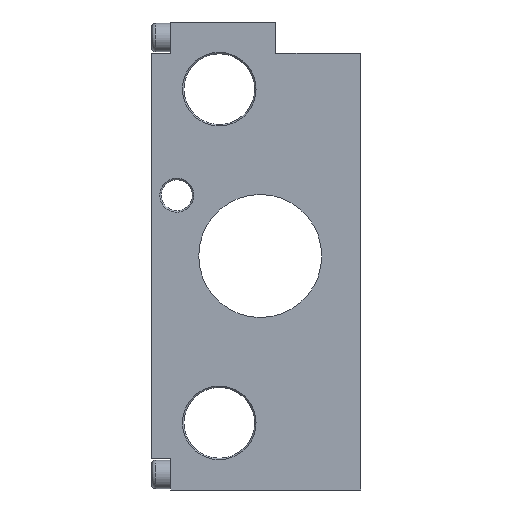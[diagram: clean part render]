
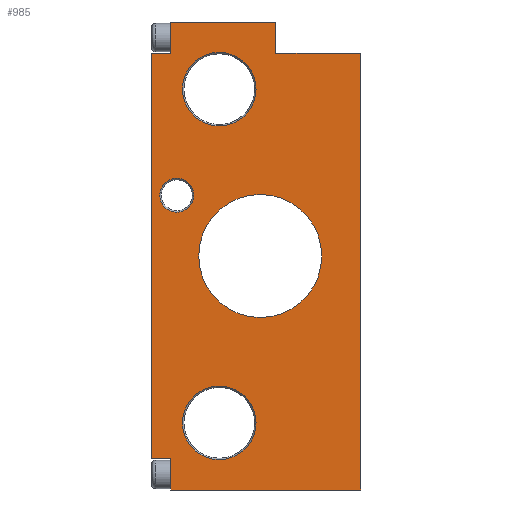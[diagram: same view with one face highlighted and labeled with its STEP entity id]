
A CAD part, left-side view. The second image highlights one B-rep face of the part: STEP entity #985.
In plain terms, the highlighted planar face has unit normal (-1, 0, 0).
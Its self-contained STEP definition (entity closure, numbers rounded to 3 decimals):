
#42=CIRCLE('',#1065,21.75);
#43=CIRCLE('',#1066,6.);
#44=CIRCLE('',#1067,13.);
#45=CIRCLE('',#1068,13.);
#86=ORIENTED_EDGE('',*,*,#340,.T.);
#87=ORIENTED_EDGE('',*,*,#341,.T.);
#88=ORIENTED_EDGE('',*,*,#342,.T.);
#89=ORIENTED_EDGE('',*,*,#343,.T.);
#90=ORIENTED_EDGE('',*,*,#344,.F.);
#91=ORIENTED_EDGE('',*,*,#345,.T.);
#92=ORIENTED_EDGE('',*,*,#323,.F.);
#93=ORIENTED_EDGE('',*,*,#346,.F.);
#94=ORIENTED_EDGE('',*,*,#347,.F.);
#95=ORIENTED_EDGE('',*,*,#348,.F.);
#96=ORIENTED_EDGE('',*,*,#349,.F.);
#97=ORIENTED_EDGE('',*,*,#350,.F.);
#98=ORIENTED_EDGE('',*,*,#351,.F.);
#99=ORIENTED_EDGE('',*,*,#325,.F.);
#323=EDGE_CURVE('',#451,#449,#545,.T.);
#325=EDGE_CURVE('',#452,#454,#547,.T.);
#340=EDGE_CURVE('',#466,#466,#42,.T.);
#341=EDGE_CURVE('',#467,#467,#43,.T.);
#342=EDGE_CURVE('',#468,#468,#44,.T.);
#343=EDGE_CURVE('',#469,#469,#45,.T.);
#344=EDGE_CURVE('',#470,#452,#558,.T.);
#345=EDGE_CURVE('',#470,#449,#559,.T.);
#346=EDGE_CURVE('',#471,#451,#560,.T.);
#347=EDGE_CURVE('',#472,#471,#561,.T.);
#348=EDGE_CURVE('',#473,#472,#562,.T.);
#349=EDGE_CURVE('',#474,#473,#563,.T.);
#350=EDGE_CURVE('',#475,#474,#564,.T.);
#351=EDGE_CURVE('',#454,#475,#565,.T.);
#449=VERTEX_POINT('',#1429);
#451=VERTEX_POINT('',#1433);
#452=VERTEX_POINT('',#1437);
#454=VERTEX_POINT('',#1440);
#466=VERTEX_POINT('',#1469);
#467=VERTEX_POINT('',#1471);
#468=VERTEX_POINT('',#1473);
#469=VERTEX_POINT('',#1475);
#470=VERTEX_POINT('',#1477);
#471=VERTEX_POINT('',#1480);
#472=VERTEX_POINT('',#1482);
#473=VERTEX_POINT('',#1484);
#474=VERTEX_POINT('',#1486);
#475=VERTEX_POINT('',#1488);
#545=LINE('',#1434,#647);
#547=LINE('',#1439,#649);
#558=LINE('',#1476,#660);
#559=LINE('',#1478,#661);
#560=LINE('',#1479,#662);
#561=LINE('',#1481,#663);
#562=LINE('',#1483,#664);
#563=LINE('',#1485,#665);
#564=LINE('',#1487,#666);
#565=LINE('',#1489,#667);
#647=VECTOR('',#1152,1000.);
#649=VECTOR('',#1156,1000.);
#660=VECTOR('',#1187,1000.);
#661=VECTOR('',#1188,1000.);
#662=VECTOR('',#1189,1000.);
#663=VECTOR('',#1190,1000.);
#664=VECTOR('',#1191,1000.);
#665=VECTOR('',#1192,1000.);
#666=VECTOR('',#1193,1000.);
#667=VECTOR('',#1194,1000.);
#753=EDGE_LOOP('',(#86));
#754=EDGE_LOOP('',(#87));
#755=EDGE_LOOP('',(#88));
#756=EDGE_LOOP('',(#89));
#757=EDGE_LOOP('',(#90,#91,#92,#93,#94,#95,#96,#97,#98,#99));
#849=FACE_BOUND('',#753,.T.);
#850=FACE_BOUND('',#754,.T.);
#851=FACE_BOUND('',#755,.T.);
#852=FACE_BOUND('',#756,.T.);
#853=FACE_BOUND('',#757,.T.);
#941=PLANE('',#1064);
#985=ADVANCED_FACE('',(#849,#850,#851,#852,#853),#941,.F.);
#1064=AXIS2_PLACEMENT_3D('',#1467,#1177,#1178);
#1065=AXIS2_PLACEMENT_3D('',#1468,#1179,#1180);
#1066=AXIS2_PLACEMENT_3D('',#1470,#1181,#1182);
#1067=AXIS2_PLACEMENT_3D('',#1472,#1183,#1184);
#1068=AXIS2_PLACEMENT_3D('',#1474,#1185,#1186);
#1152=DIRECTION('',(0.,-1.,0.));
#1156=DIRECTION('',(0.,0.,-1.));
#1177=DIRECTION('',(1.,0.,0.));
#1178=DIRECTION('',(0.,0.,-1.));
#1179=DIRECTION('',(1.,0.,0.));
#1180=DIRECTION('',(0.,0.,-1.));
#1181=DIRECTION('',(1.,0.,0.));
#1182=DIRECTION('',(0.,0.,-1.));
#1183=DIRECTION('',(1.,0.,0.));
#1184=DIRECTION('',(0.,0.,-1.));
#1185=DIRECTION('',(1.,0.,0.));
#1186=DIRECTION('',(0.,0.,-1.));
#1187=DIRECTION('',(0.,-1.,0.));
#1188=DIRECTION('',(0.,0.,1.));
#1189=DIRECTION('',(0.,0.,1.));
#1190=DIRECTION('',(0.,-1.,0.));
#1191=DIRECTION('',(0.,0.,1.));
#1192=DIRECTION('',(0.,1.,0.));
#1193=DIRECTION('',(0.,0.,1.));
#1194=DIRECTION('',(0.,1.,0.));
#1429=CARTESIAN_POINT('',(0.,31.,82.75));
#1433=CARTESIAN_POINT('',(0.,68.2,82.75));
#1434=CARTESIAN_POINT('',(0.,68.2,82.75));
#1437=CARTESIAN_POINT('',(0.,1.,71.75));
#1439=CARTESIAN_POINT('',(0.,1.,82.75));
#1440=CARTESIAN_POINT('',(0.,1.,-82.75));
#1467=CARTESIAN_POINT('',(0.,0.,0.));
#1468=CARTESIAN_POINT('',(0.,36.5,0.));
#1469=CARTESIAN_POINT('',(0.,36.5,-21.75));
#1470=CARTESIAN_POINT('',(0.,66.,21.5));
#1471=CARTESIAN_POINT('',(0.,66.,15.5));
#1472=CARTESIAN_POINT('',(0.,51.,-59.));
#1473=CARTESIAN_POINT('',(0.,51.,-72.));
#1474=CARTESIAN_POINT('',(0.,51.,59.));
#1475=CARTESIAN_POINT('',(0.,51.,46.));
#1476=CARTESIAN_POINT('',(0.,0.,71.75));
#1477=CARTESIAN_POINT('',(0.,31.,71.75));
#1478=CARTESIAN_POINT('',(0.,31.,71.75));
#1479=CARTESIAN_POINT('',(0.,68.2,71.75));
#1480=CARTESIAN_POINT('',(0.,68.2,71.75));
#1481=CARTESIAN_POINT('',(0.,75.,71.75));
#1482=CARTESIAN_POINT('',(0.,75.,71.75));
#1483=CARTESIAN_POINT('',(0.,75.,-71.75));
#1484=CARTESIAN_POINT('',(0.,75.,-71.75));
#1485=CARTESIAN_POINT('',(0.,68.2,-71.75));
#1486=CARTESIAN_POINT('',(0.,68.2,-71.75));
#1487=CARTESIAN_POINT('',(0.,68.2,-82.75));
#1488=CARTESIAN_POINT('',(0.,68.2,-82.75));
#1489=CARTESIAN_POINT('',(0.,1.,-82.75));
